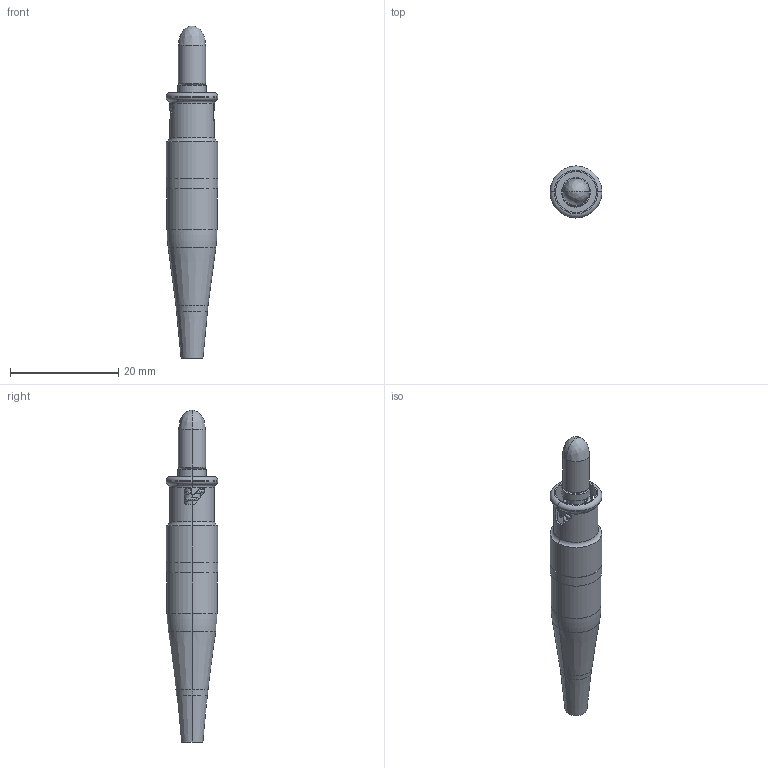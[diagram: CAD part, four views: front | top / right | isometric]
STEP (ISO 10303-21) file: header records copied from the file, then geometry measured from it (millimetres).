
FILE_DESCRIPTION (( 'STEP AP214' ), '1' );
FILE_NAME ('FOC-RSTMMN.STEP', '2017-09-28T14:08:53', ( '' ), ( '' ), 'SwSTEP 2.0', 'SolidWorks 2014', '' );
FILE_SCHEMA (( 'AUTOMOTIVE_DESIGN' ));
Length unit declared in the file: inch
Products named in the file (10): FOC-RSTMMN-MA3; FOC-RSTMMN-MA6; FOC-RSTMMN-MA5; FOC-RSTMMN-MA1; FOC-RSTMMN-MA8; FOC-RSTMMN-MA7; FOC-RSTMMN; FOC-M83522-MA10; FOC-RSTMMN-MA2; FOC-M83522-MA9
Assembly tree (9 placements, depth 2):
  FOC-RSTMMN
    FOC-RSTMMN-MA7
    FOC-RSTMMN-MA8
    FOC-RSTMMN-MA1
    FOC-RSTMMN-MA5
    FOC-RSTMMN-MA6
    FOC-RSTMMN-MA3
    FOC-M83522-MA9
    FOC-RSTMMN-MA2
    FOC-M83522-MA10
Bounding box: 9.6 x 9.6 x 61.34 mm (x, y, z)
Volume: 1983 mm3; surface area: 3498.2 mm2
Topology: 9 solids, 9 shells, 175 faces, 394 edges, 243 vertices
Faces by surface type: cylinder 72, plane 47, cone 30, torus 22, bspline 4
Entity records: 7642 total; most frequent: CARTESIAN_POINT 2394, DIRECTION 910, ORIENTED_EDGE 784, EDGE_CURVE 392, AXIS2_PLACEMENT_3D 387, VERTEX_POINT 243, CIRCLE 204, EDGE_LOOP 199
